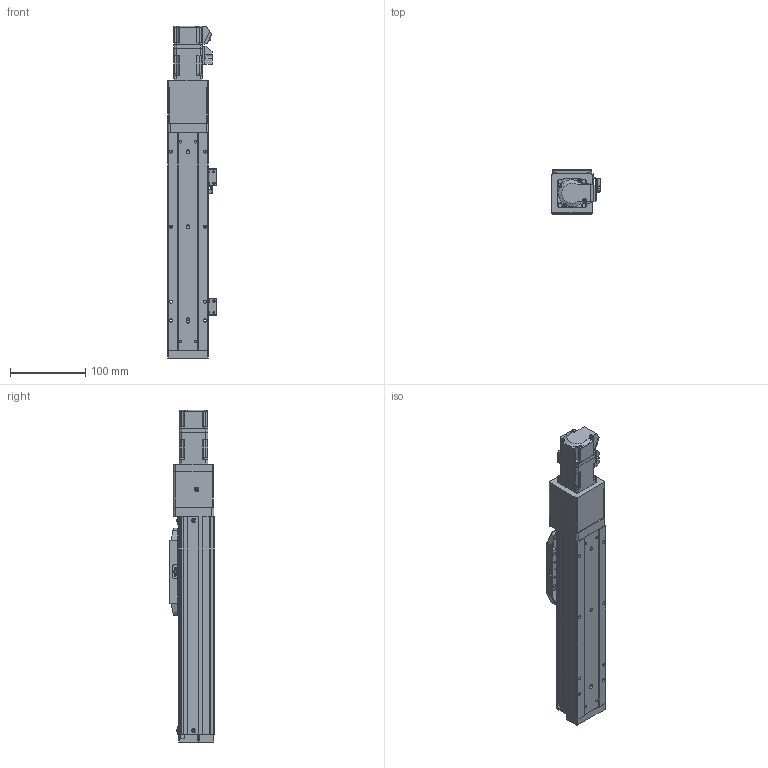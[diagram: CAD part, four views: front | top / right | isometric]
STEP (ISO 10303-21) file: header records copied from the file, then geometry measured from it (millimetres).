
FILE_DESCRIPTION (( 'STEP AP203' ), '1' );
FILE_NAME ('CTH5-L10-150-BC-P10-C3.STEP', '2019-10-21T07:53:32', ( '' ), ( '' ), 'SwSTEP 2.0', 'SolidWorks 2016', '' );
FILE_SCHEMA (( 'CONFIG_CONTROL_DESIGN' ));
Length unit declared in the file: millimetre
Products named in the file (4): CTH5-L10-150-BC-P10-C3_CTH5-BC-01_150; CTH5-L10-150-BC-P10-C3_CTH5-BC-A02; CTH5-L10-150-BC-P10-C3; CTH5-L10-150-BC-P10-C3_P10
Assembly tree (3 placements, depth 2):
  CTH5-L10-150-BC-P10-C3
    CTH5-L10-150-BC-P10-C3_CTH5-BC-01_150
    CTH5-L10-150-BC-P10-C3_CTH5-BC-A02
    CTH5-L10-150-BC-P10-C3_P10
Bounding box: 65.4 x 60 x 442.5 mm (x, y, z)
Volume: 844343.5 mm3; surface area: 215006.2 mm2
Topology: 46 solids, 50 shells, 2135 faces, 5390 edges, 3440 vertices
Faces by surface type: plane 1208, cylinder 657, cone 191, bspline 77, torus 2
Entity records: 66993 total; most frequent: CARTESIAN_POINT 14482, DIRECTION 11012, ORIENTED_EDGE 10616, EDGE_CURVE 5308, AXIS2_PLACEMENT_3D 3803, VERTEX_POINT 3438, VECTOR 3406, LINE 3406
